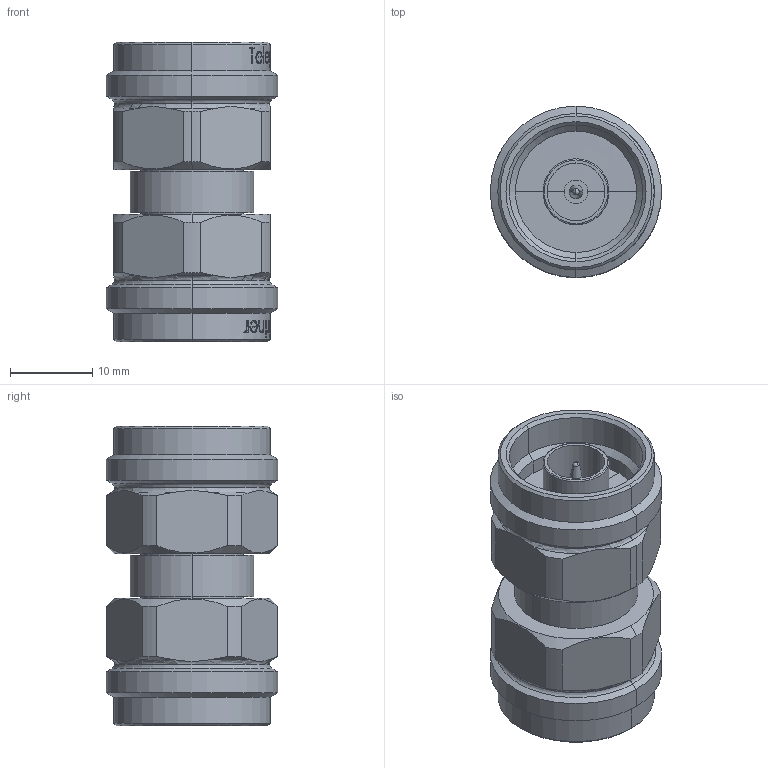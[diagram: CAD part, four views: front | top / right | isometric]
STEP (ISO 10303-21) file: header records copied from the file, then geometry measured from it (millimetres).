
FILE_DESCRIPTION (( 'STEP AP214' ), '1' );
FILE_NAME ('J01024J1094.STEP', '2015-04-24T10:01:10', ( '' ), ( '' ), 'SwSTEP 2.0', 'SolidWorks 2014', '' );
FILE_SCHEMA (( 'AUTOMOTIVE_DESIGN' ));
Length unit declared in the file: millimetre
Products named in the file (1): J01024J1094
Bounding box: 20.8 x 20.8 x 36.4 mm (x, y, z)
Volume: 7960.3 mm3; surface area: 4853.9 mm2
Topology: 2 solids, 2 shells, 459 faces, 1172 edges, 764 vertices
Faces by surface type: bspline 166, plane 141, cylinder 88, cone 48, torus 12, sphere 4
Entity records: 34674 total; most frequent: CARTESIAN_POINT 19926, ORIENTED_EDGE 2344, DIRECTION 1480, EDGE_CURVE 1172, VERTEX_POINT 764, AXIS2_PLACEMENT_3D 588, B_SPLINE_CURVE_WITH_KNOTS 574, EDGE_LOOP 508
